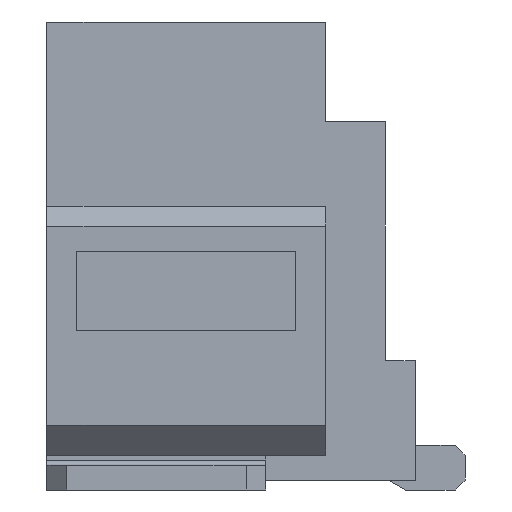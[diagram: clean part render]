
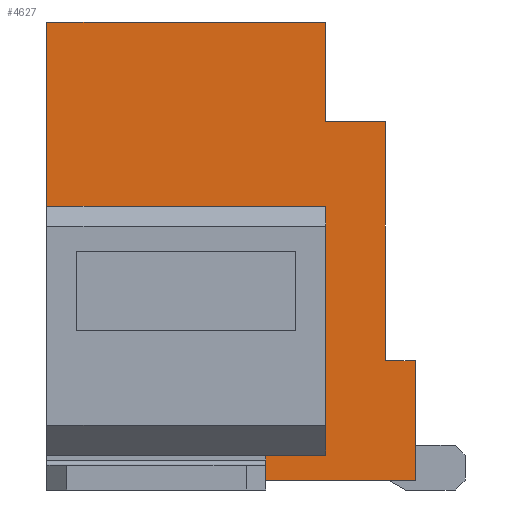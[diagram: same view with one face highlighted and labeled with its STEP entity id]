
A CAD part, left-side view. The second image highlights one B-rep face of the part: STEP entity #4627.
In plain terms, the highlighted planar face has unit normal (-1, 0, 0).
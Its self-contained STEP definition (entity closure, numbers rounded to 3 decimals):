
#69=DIRECTION('',(0.,0.,1.));
#70=VECTOR('',#69,1.2);
#71=CARTESIAN_POINT('',(-3.375,-1.85,-2.3));
#72=LINE('',#71,#70);
#625=DIRECTION('',(0.,-1.,0.));
#626=VECTOR('',#625,2.8);
#627=CARTESIAN_POINT('',(-3.375,1.85,2.3));
#628=LINE('',#627,#626);
#961=DIRECTION('',(0.,0.,-1.));
#962=VECTOR('',#961,1.);
#963=CARTESIAN_POINT('',(-3.375,-0.95,2.3));
#964=LINE('',#963,#962);
#965=DIRECTION('',(0.,-1.,0.));
#966=VECTOR('',#965,0.6);
#967=CARTESIAN_POINT('',(-3.375,-0.95,1.3));
#968=LINE('',#967,#966);
#969=DIRECTION('',(0.,0.,-1.));
#970=VECTOR('',#969,2.4);
#971=CARTESIAN_POINT('',(-3.375,-1.55,1.3));
#972=LINE('',#971,#970);
#973=DIRECTION('',(0.,1.,0.));
#974=VECTOR('',#973,0.3);
#975=CARTESIAN_POINT('',(-3.375,-1.85,-1.1));
#976=LINE('',#975,#974);
#977=DIRECTION('',(0.,0.,1.));
#978=VECTOR('',#977,0.25);
#979=CARTESIAN_POINT('',(-3.375,1.85,-2.3));
#980=LINE('',#979,#978);
#981=DIRECTION('',(0.,-1.,0.));
#982=VECTOR('',#981,2.8);
#983=CARTESIAN_POINT('',(-3.375,1.85,-2.05));
#984=LINE('',#983,#982);
#985=DIRECTION('',(0.,0.,-1.));
#986=VECTOR('',#985,2.5);
#987=CARTESIAN_POINT('',(-3.375,-0.95,0.45));
#988=LINE('',#987,#986);
#989=DIRECTION('',(0.,-1.,0.));
#990=VECTOR('',#989,2.8);
#991=CARTESIAN_POINT('',(-3.375,1.85,0.45));
#992=LINE('',#991,#990);
#993=DIRECTION('',(0.,0.,1.));
#994=VECTOR('',#993,1.85);
#995=CARTESIAN_POINT('',(-3.375,1.85,0.45));
#996=LINE('',#995,#994);
#1061=DIRECTION('',(0.,-1.,0.));
#1062=VECTOR('',#1061,3.7);
#1063=CARTESIAN_POINT('',(-3.375,1.85,-2.3));
#1064=LINE('',#1063,#1062);
#2655=CARTESIAN_POINT('',(-3.375,1.85,-2.3));
#2656=CARTESIAN_POINT('',(-3.375,-1.85,-2.3));
#2657=VERTEX_POINT('',#2655);
#2658=VERTEX_POINT('',#2656);
#2695=CARTESIAN_POINT('',(-3.375,-0.95,0.45));
#2696=CARTESIAN_POINT('',(-3.375,-0.95,-2.05));
#2697=VERTEX_POINT('',#2695);
#2698=VERTEX_POINT('',#2696);
#2699=CARTESIAN_POINT('',(-3.375,1.85,0.45));
#2700=VERTEX_POINT('',#2699);
#2707=CARTESIAN_POINT('',(-3.375,1.85,2.3));
#2708=VERTEX_POINT('',#2707);
#2743=CARTESIAN_POINT('',(-3.375,-1.85,-1.1));
#2744=CARTESIAN_POINT('',(-3.375,-1.55,-1.1));
#2745=VERTEX_POINT('',#2743);
#2746=VERTEX_POINT('',#2744);
#2752=CARTESIAN_POINT('',(-3.375,-1.55,1.3));
#2754=VERTEX_POINT('',#2752);
#2889=CARTESIAN_POINT('',(-3.375,-0.95,2.3));
#2890=CARTESIAN_POINT('',(-3.375,-0.95,1.3));
#2891=VERTEX_POINT('',#2889);
#2892=VERTEX_POINT('',#2890);
#3183=CARTESIAN_POINT('',(-3.375,1.85,-2.05));
#3184=VERTEX_POINT('',#3183);
#4602=CARTESIAN_POINT('',(-3.375,1.85,-2.3));
#4603=DIRECTION('',(-1.,0.,0.));
#4604=DIRECTION('',(0.,-1.,0.));
#4605=AXIS2_PLACEMENT_3D('',#4602,#4603,#4604);
#4606=PLANE('',#4605);
#4607=ORIENTED_EDGE('',*,*,#4230,.T.);
#4609=ORIENTED_EDGE('',*,*,#4608,.T.);
#4611=ORIENTED_EDGE('',*,*,#4610,.T.);
#4612=ORIENTED_EDGE('',*,*,#4345,.F.);
#4613=ORIENTED_EDGE('',*,*,#3579,.F.);
#4615=ORIENTED_EDGE('',*,*,#4614,.F.);
#4616=ORIENTED_EDGE('',*,*,#3792,.T.);
#4618=ORIENTED_EDGE('',*,*,#4617,.T.);
#4620=ORIENTED_EDGE('',*,*,#4619,.F.);
#4622=ORIENTED_EDGE('',*,*,#4621,.F.);
#4623=ORIENTED_EDGE('',*,*,#3770,.T.);
#4624=ORIENTED_EDGE('',*,*,#4171,.T.);
#4625=EDGE_LOOP('',(#4607,#4609,#4611,#4612,#4613,#4615,#4616,#4618,#4620,#4622,
#4623,#4624));
#4626=FACE_OUTER_BOUND('',#4625,.F.);
#4627=ADVANCED_FACE('',(#4626),#4606,.T.);
#3579=EDGE_CURVE('',#2658,#2745,#72,.T.);
#3770=EDGE_CURVE('',#2700,#2708,#996,.T.);
#3792=EDGE_CURVE('',#2657,#3184,#980,.T.);
#4171=EDGE_CURVE('',#2708,#2891,#628,.T.);
#4230=EDGE_CURVE('',#2891,#2892,#964,.T.);
#4345=EDGE_CURVE('',#2745,#2746,#976,.T.);
#4608=EDGE_CURVE('',#2892,#2754,#968,.T.);
#4610=EDGE_CURVE('',#2754,#2746,#972,.T.);
#4614=EDGE_CURVE('',#2657,#2658,#1064,.T.);
#4617=EDGE_CURVE('',#3184,#2698,#984,.T.);
#4619=EDGE_CURVE('',#2697,#2698,#988,.T.);
#4621=EDGE_CURVE('',#2700,#2697,#992,.T.);
